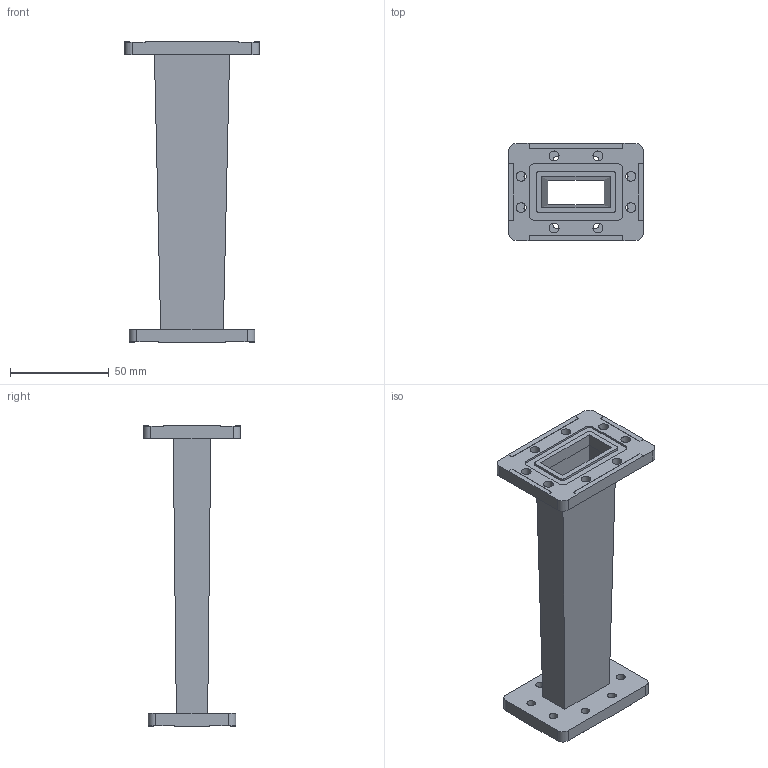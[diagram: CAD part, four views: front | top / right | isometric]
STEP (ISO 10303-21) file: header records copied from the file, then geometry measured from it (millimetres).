
FILE_DESCRIPTION (( 'STEP AP203' ), '1' );
FILE_NAME ('FMWTS1001_3D.step', '2023-04-12T15:14:00', ( '' ), ( '' ), 'SwSTEP 2.0', 'SolidWorks 2022', '' );
FILE_SCHEMA (( 'CONFIG_CONTROL_DESIGN' ));
Length unit declared in the file: inch
Products named in the file (1): FMWTS1001_3D
Bounding box: 68.25 x 49.2 x 152.4 mm (x, y, z)
Volume: 53080.9 mm3; surface area: 43124.9 mm2
Topology: 1 solids, 1 shells, 120 faces, 328 edges, 216 vertices
Faces by surface type: plane 80, cylinder 40
Full cylindrical faces by diameter (mm): 4.318 x8, 5.029 x8
Entity records: 3855 total; most frequent: CARTESIAN_POINT 649, DIRECTION 634, ORIENTED_EDGE 624, EDGE_CURVE 312, VECTOR 232, LINE 232, VERTEX_POINT 216, AXIS2_PLACEMENT_3D 201
